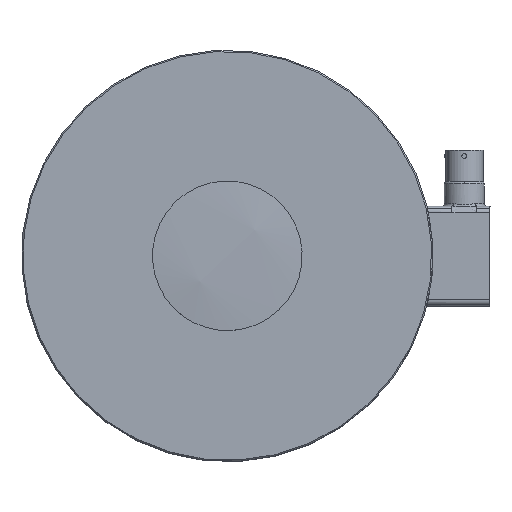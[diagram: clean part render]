
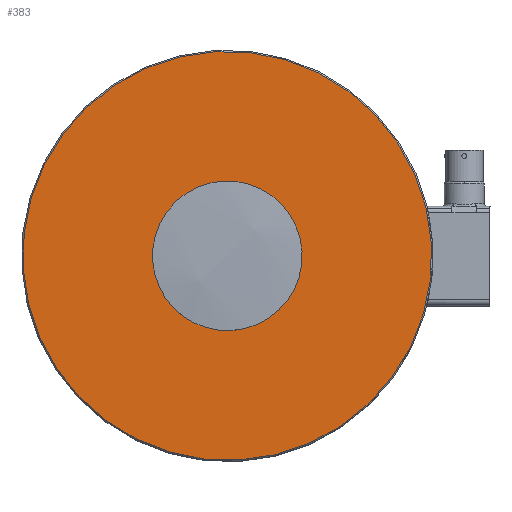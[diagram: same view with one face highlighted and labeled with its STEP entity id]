
A CAD part, top view. The second image highlights one B-rep face of the part: STEP entity #383.
In plain terms, the highlighted face is planar.
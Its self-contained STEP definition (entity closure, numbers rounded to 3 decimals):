
#383=ADVANCED_FACE('0:1265',(#873,#874),#875,.T.);
#873=FACE_OUTER_BOUND('',#1509,.T.);
#874=FACE_BOUND('',#1510,.T.);
#875=PLANE('',#1511);
#1509=EDGE_LOOP('',(#2443,#2444));
#1510=EDGE_LOOP('',(#2445,#2446));
#1511=AXIS2_PLACEMENT_3D('',#2447,#2448,#2449);
#2443=ORIENTED_EDGE('',*,*,#4081,.T.);
#2444=ORIENTED_EDGE('',*,*,#4082,.T.);
#2445=ORIENTED_EDGE('',*,*,#4083,.F.);
#2446=ORIENTED_EDGE('',*,*,#4084,.F.);
#2447=CARTESIAN_POINT('',(93.772,148.756,0.0));
#2448=DIRECTION('',(-0.0,1.0,0.0));
#2449=DIRECTION('',(1.0,0.0,0.0));
#4081=EDGE_CURVE('0:1289',#4801,#4802,#4803,.T.);
#4082=EDGE_CURVE('',#4802,#4801,#4804,.T.);
#4083=EDGE_CURVE('0:1277',#4805,#4806,#4807,.T.);
#4084=EDGE_CURVE('',#4806,#4805,#4808,.T.);
#4801=VERTEX_POINT('',#5865);
#4802=VERTEX_POINT('',#5866);
#4803=CIRCLE('',#5867,82.);
#4804=CIRCLE('',#5868,82.);
#4805=VERTEX_POINT('',#5869);
#4806=VERTEX_POINT('',#5870);
#4807=CIRCLE('',#5871,28.0);
#4808=CIRCLE('',#5872,28.0);
#5865=CARTESIAN_POINT('',(230.772,148.756,0.));
#5866=CARTESIAN_POINT('',(66.772,148.756,0.));
#5867=AXIS2_PLACEMENT_3D('',#7290,#7291,#7292);
#5868=AXIS2_PLACEMENT_3D('',#7293,#7294,#7295);
#5869=CARTESIAN_POINT('',(148.772,148.756,28.0));
#5870=CARTESIAN_POINT('',(148.772,148.756,-28.0));
#5871=AXIS2_PLACEMENT_3D('',#7296,#7297,#7298);
#5872=AXIS2_PLACEMENT_3D('',#7299,#7300,#7301);
#7290=CARTESIAN_POINT('',(148.772,148.756,0.0));
#7291=DIRECTION('',(0.0,1.0,0.0));
#7292=DIRECTION('',(-1.0,0.0,0.0));
#7293=CARTESIAN_POINT('',(148.772,148.756,0.0));
#7294=DIRECTION('',(0.0,1.0,0.0));
#7295=DIRECTION('',(-1.0,0.0,0.0));
#7296=CARTESIAN_POINT('',(148.772,148.756,0.0));
#7297=DIRECTION('',(0.0,1.0,0.0));
#7298=DIRECTION('',(-1.0,0.0,0.0));
#7299=CARTESIAN_POINT('',(148.772,148.756,0.0));
#7300=DIRECTION('',(0.0,1.0,0.0));
#7301=DIRECTION('',(-1.0,0.0,0.0));
